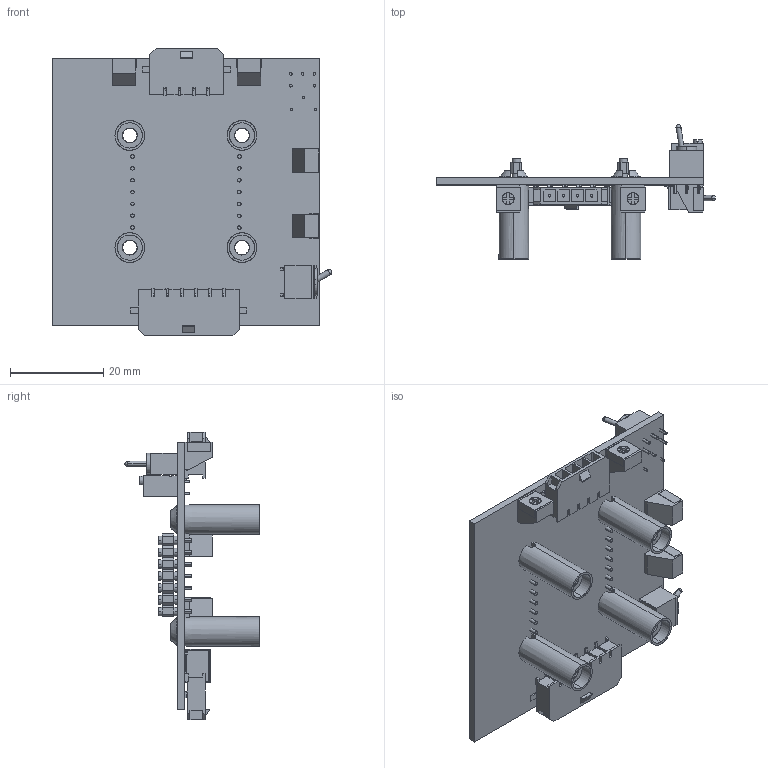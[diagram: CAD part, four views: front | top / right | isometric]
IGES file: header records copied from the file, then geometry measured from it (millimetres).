
Start section: SolidWorks IGES file using analytic representation for surfaces
Global section: file name: WHY5690 Rev C PCB.IGS; native system: SolidWorks 2013; preprocessor: SolidWorks 2013; author: gniebel; date: 130318.110056; units: inch
Bounding box: 59.76 x 28.71 x 61.58 mm (x, y, z)
Surface area: 13382.9 mm2 (no closed solid volume)
Topology: 0 solids, 0 shells, 1014 faces, 10336 edges, 10318 vertices
Faces by surface type: bspline 707, revolution 307
